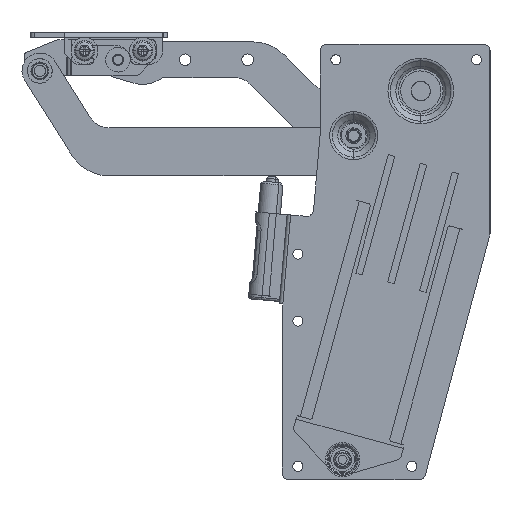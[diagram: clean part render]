
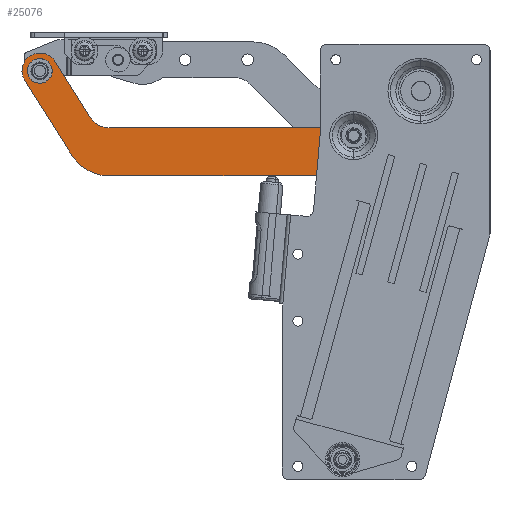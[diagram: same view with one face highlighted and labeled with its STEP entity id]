
A CAD part, left-side view. The second image highlights one B-rep face of the part: STEP entity #25076.
In plain terms, the highlighted face is planar.
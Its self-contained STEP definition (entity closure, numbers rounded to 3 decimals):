
#115 = AXIS2_PLACEMENT_3D ( 'NONE', #33048, #21806, #16320 ) ;
#419 = FACE_OUTER_BOUND ( 'NONE', #35717, .T. ) ;
#471 = VERTEX_POINT ( 'NONE', #21735 ) ;
#804 = PLANE ( 'NONE',  #21809 ) ;
#1101 = CARTESIAN_POINT ( 'NONE',  ( -13.5, 13.37, -2.3 ) ) ;
#1109 = VECTOR ( 'NONE', #33754, 1000. ) ;
#1115 = EDGE_CURVE ( 'NONE', #32095, #4464, #33915, .T. ) ;
#1480 = CARTESIAN_POINT ( 'NONE',  ( -3.5, 13.37, -2.3 ) ) ;
#1638 = CARTESIAN_POINT ( 'NONE',  ( 59.37, 94.34, -2.3 ) ) ;
#2052 = CARTESIAN_POINT ( 'NONE',  ( -32.5, 140.5, -2.3 ) ) ;
#2131 = DIRECTION ( 'NONE',  ( 0., 1., 0. ) ) ;
#2435 = CARTESIAN_POINT ( 'NONE',  ( -33.261, 133.729, -2.3 ) ) ;
#2615 = CIRCLE ( 'NONE', #10592, 9. ) ;
#2639 = CARTESIAN_POINT ( 'NONE',  ( 18., 13.556, -2.3 ) ) ;
#2720 = EDGE_CURVE ( 'NONE', #3850, #11041, #15463, .T. ) ;
#3196 = CARTESIAN_POINT ( 'NONE',  ( -24.739, 147.271, -2.3 ) ) ;
#3198 = CARTESIAN_POINT ( 'NONE',  ( 0., 0., -2.3 ) ) ;
#3385 = EDGE_CURVE ( 'NONE', #20460, #12597, #31136, .T. ) ;
#3444 = DIRECTION ( 'NONE',  ( 0., 0., 1. ) ) ;
#3850 = VERTEX_POINT ( 'NONE', #2639 ) ;
#4144 = DIRECTION ( 'NONE',  ( 0., 0., 1. ) ) ;
#4464 = VERTEX_POINT ( 'NONE', #27827 ) ;
#5153 = EDGE_CURVE ( 'NONE', #11041, #24228, #6073, .T. ) ;
#5489 = EDGE_CURVE ( 'NONE', #19644, #3850, #34915, .T. ) ;
#5833 = DIRECTION ( 'NONE',  ( -0.846, 0.533, 0. ) ) ;
#6073 = CIRCLE ( 'NONE', #21102, 20. ) ;
#6512 = DIRECTION ( 'NONE',  ( 1., 0., 0. ) ) ;
#6604 = EDGE_CURVE ( 'NONE', #8305, #35242, #2615, .T. ) ;
#6633 = VECTOR ( 'NONE', #32769, 1000. ) ;
#6719 = VERTEX_POINT ( 'NONE', #1480 ) ;
#6922 = VERTEX_POINT ( 'NONE', #2435 ) ;
#7151 = EDGE_CURVE ( 'NONE', #6719, #25204, #27666, .T. ) ;
#7381 = CIRCLE ( 'NONE', #14117, 3.5 ) ;
#7738 = CARTESIAN_POINT ( 'NONE',  ( -3.5, 0., -2.3 ) ) ;
#7745 = CIRCLE ( 'NONE', #12374, 3.5 ) ;
#8087 = CARTESIAN_POINT ( 'NONE',  ( -3.5, 109.478, -2.3 ) ) ;
#8305 = VERTEX_POINT ( 'NONE', #25529 ) ;
#8901 = ORIENTED_EDGE ( 'NONE', *, *, #7151, .F. ) ;
#8921 = DIRECTION ( 'NONE',  ( 0., 0., -1. ) ) ;
#9336 = LINE ( 'NONE', #22938, #16348 ) ;
#9587 = ORIENTED_EDGE ( 'NONE', *, *, #3385, .T. ) ;
#9629 = EDGE_CURVE ( 'NONE', #12597, #6922, #9336, .T. ) ;
#10535 = LINE ( 'NONE', #1638, #6633 ) ;
#10592 = AXIS2_PLACEMENT_3D ( 'NONE', #28754, #14799, #28869 ) ;
#11041 = VERTEX_POINT ( 'NONE', #14399 ) ;
#11897 = CARTESIAN_POINT ( 'NONE',  ( -29., 140.5, -2.3 ) ) ;
#12153 = DIRECTION ( 'NONE',  ( 1., 0., 0. ) ) ;
#12214 = CARTESIAN_POINT ( 'NONE',  ( -2., 13.556, -2.3 ) ) ;
#12374 = AXIS2_PLACEMENT_3D ( 'NONE', #20426, #31515, #23457 ) ;
#12597 = VERTEX_POINT ( 'NONE', #32080 ) ;
#13006 = EDGE_CURVE ( 'NONE', #35242, #19644, #35191, .T. ) ;
#13059 = EDGE_CURVE ( 'NONE', #8305, #25204, #32146, .T. ) ;
#13585 = ORIENTED_EDGE ( 'NONE', *, *, #30042, .T. ) ;
#13887 = EDGE_CURVE ( 'NONE', #471, #33125, #7745, .T. ) ;
#14117 = AXIS2_PLACEMENT_3D ( 'NONE', #3198, #17664, #6512 ) ;
#14399 = CARTESIAN_POINT ( 'NONE',  ( 18., 109.33, -2.3 ) ) ;
#14466 = DIRECTION ( 'NONE',  ( 1., 0., 0. ) ) ;
#14538 = DIRECTION ( 'NONE',  ( 1., 0., 0. ) ) ;
#14586 = LINE ( 'NONE', #7738, #15459 ) ;
#14658 = CARTESIAN_POINT ( 'NONE',  ( 12.142, -0.586, -2.3 ) ) ;
#14799 = DIRECTION ( 'NONE',  ( 0., 0., 1. ) ) ;
#14912 = CARTESIAN_POINT ( 'NONE',  ( -2., 109.33, -2.3 ) ) ;
#15048 = CIRCLE ( 'NONE', #30372, 8. ) ;
#15459 = VECTOR ( 'NONE', #2131, 1000. ) ;
#15463 = LINE ( 'NONE', #29039, #25523 ) ;
#15754 = EDGE_LOOP ( 'NONE', ( #25434, #33379 ) ) ;
#16152 = FACE_BOUND ( 'NONE', #15754, .T. ) ;
#16320 = DIRECTION ( 'NONE',  ( 1., 0., 0. ) ) ;
#16335 = CARTESIAN_POINT ( 'NONE',  ( 6.364, -6.364, -2.3 ) ) ;
#16348 = VECTOR ( 'NONE', #5833, 1000. ) ;
#16352 = DIRECTION ( 'NONE',  ( 1., 0., 0. ) ) ;
#17183 = DIRECTION ( 'NONE',  ( 1., 0., 0. ) ) ;
#17243 = CARTESIAN_POINT ( 'NONE',  ( 8.653, 126.257, -2.3 ) ) ;
#17428 = CARTESIAN_POINT ( 'NONE',  ( -13.5, 109.478, -2.3 ) ) ;
#17664 = DIRECTION ( 'NONE',  ( 0., 0., 1. ) ) ;
#18174 = CARTESIAN_POINT ( 'NONE',  ( 3.5, 0., -2.3 ) ) ;
#18176 = DIRECTION ( 'NONE',  ( 0., 0., 1. ) ) ;
#18836 = VERTEX_POINT ( 'NONE', #3196 ) ;
#19263 = ORIENTED_EDGE ( 'NONE', *, *, #6604, .F. ) ;
#19549 = CIRCLE ( 'NONE', #30137, 3.5 ) ;
#19644 = VERTEX_POINT ( 'NONE', #14658 ) ;
#20426 = CARTESIAN_POINT ( 'NONE',  ( -29., 140.5, -2.3 ) ) ;
#20460 = VERTEX_POINT ( 'NONE', #8087 ) ;
#21102 = AXIS2_PLACEMENT_3D ( 'NONE', #14912, #23348, #34930 ) ;
#21146 = DIRECTION ( 'NONE',  ( 1., 0., 0. ) ) ;
#21735 = CARTESIAN_POINT ( 'NONE',  ( -25.5, 140.5, -2.3 ) ) ;
#21806 = DIRECTION ( 'NONE',  ( 0., 0., 1. ) ) ;
#21809 = AXIS2_PLACEMENT_3D ( 'NONE', #34861, #18176, #12153 ) ;
#22542 = ORIENTED_EDGE ( 'NONE', *, *, #28632, .F. ) ;
#22938 = CARTESIAN_POINT ( 'NONE',  ( 50.848, 80.798, -2.3 ) ) ;
#23348 = DIRECTION ( 'NONE',  ( 0., 0., 1. ) ) ;
#23457 = DIRECTION ( 'NONE',  ( 1., 0., 0. ) ) ;
#23626 = EDGE_CURVE ( 'NONE', #24228, #18836, #10535, .T. ) ;
#23830 = CARTESIAN_POINT ( 'NONE',  ( -29., 140.5, -2.3 ) ) ;
#24069 = ORIENTED_EDGE ( 'NONE', *, *, #9629, .T. ) ;
#24147 = ORIENTED_EDGE ( 'NONE', *, *, #5489, .F. ) ;
#24228 = VERTEX_POINT ( 'NONE', #17243 ) ;
#24844 = ORIENTED_EDGE ( 'NONE', *, *, #31798, .T. ) ;
#24909 = DIRECTION ( 'NONE',  ( 0., 0., 1. ) ) ;
#25076 = ADVANCED_FACE ( 'NONE', ( #16152, #30577, #419 ), #804, .F. ) ;
#25204 = VERTEX_POINT ( 'NONE', #29518 ) ;
#25434 = ORIENTED_EDGE ( 'NONE', *, *, #1115, .T. ) ;
#25523 = VECTOR ( 'NONE', #26475, 1000. ) ;
#25529 = CARTESIAN_POINT ( 'NONE',  ( -6.364, 6.364, -2.3 ) ) ;
#25554 = EDGE_CURVE ( 'NONE', #4464, #32095, #7381, .T. ) ;
#26475 = DIRECTION ( 'NONE',  ( 0., 1., 0. ) ) ;
#26563 = AXIS2_PLACEMENT_3D ( 'NONE', #1101, #8921, #14538 ) ;
#26782 = ORIENTED_EDGE ( 'NONE', *, *, #5153, .F. ) ;
#27317 = DIRECTION ( 'NONE',  ( 0.707, 0.707, 0. ) ) ;
#27666 = CIRCLE ( 'NONE', #26563, 10. ) ;
#27827 = CARTESIAN_POINT ( 'NONE',  ( -3.5, 0., -2.3 ) ) ;
#28409 = CARTESIAN_POINT ( 'NONE',  ( -6.364, 6.364, -2.3 ) ) ;
#28632 = EDGE_CURVE ( 'NONE', #18836, #6922, #15048, .T. ) ;
#28754 = CARTESIAN_POINT ( 'NONE',  ( 0., 0., -2.3 ) ) ;
#28869 = DIRECTION ( 'NONE',  ( 1., 0., 0. ) ) ;
#29039 = CARTESIAN_POINT ( 'NONE',  ( 18., 0., -2.3 ) ) ;
#29135 = ORIENTED_EDGE ( 'NONE', *, *, #13006, .F. ) ;
#29518 = CARTESIAN_POINT ( 'NONE',  ( -6.429, 6.299, -2.3 ) ) ;
#30042 = EDGE_CURVE ( 'NONE', #33125, #471, #19549, .T. ) ;
#30137 = AXIS2_PLACEMENT_3D ( 'NONE', #11897, #34360, #14466 ) ;
#30187 = AXIS2_PLACEMENT_3D ( 'NONE', #17428, #3444, #17183 ) ;
#30372 = AXIS2_PLACEMENT_3D ( 'NONE', #23830, #4144, #21146 ) ;
#30577 = FACE_BOUND ( 'NONE', #32464, .T. ) ;
#30810 = ORIENTED_EDGE ( 'NONE', *, *, #13059, .T. ) ;
#31136 = CIRCLE ( 'NONE', #30187, 10. ) ;
#31515 = DIRECTION ( 'NONE',  ( 0., 0., 1. ) ) ;
#31798 = EDGE_CURVE ( 'NONE', #6719, #20460, #14586, .T. ) ;
#32080 = CARTESIAN_POINT ( 'NONE',  ( -8.174, 117.941, -2.3 ) ) ;
#32095 = VERTEX_POINT ( 'NONE', #18174 ) ;
#32146 = LINE ( 'NONE', #28409, #1109 ) ;
#32464 = EDGE_LOOP ( 'NONE', ( #35143, #13585 ) ) ;
#32769 = DIRECTION ( 'NONE',  ( -0.846, 0.533, 0. ) ) ;
#33011 = VECTOR ( 'NONE', #27317, 1000. ) ;
#33048 = CARTESIAN_POINT ( 'NONE',  ( 0., 0., -2.3 ) ) ;
#33125 = VERTEX_POINT ( 'NONE', #2052 ) ;
#33379 = ORIENTED_EDGE ( 'NONE', *, *, #25554, .T. ) ;
#33580 = ORIENTED_EDGE ( 'NONE', *, *, #23626, .F. ) ;
#33754 = DIRECTION ( 'NONE',  ( -0.707, -0.707, 0. ) ) ;
#33915 = CIRCLE ( 'NONE', #115, 3.5 ) ;
#34360 = DIRECTION ( 'NONE',  ( 0., 0., 1. ) ) ;
#34861 = CARTESIAN_POINT ( 'NONE',  ( 0., 0., -2.3 ) ) ;
#34915 = CIRCLE ( 'NONE', #35838, 20. ) ;
#34930 = DIRECTION ( 'NONE',  ( 1., 0., 0. ) ) ;
#35143 = ORIENTED_EDGE ( 'NONE', *, *, #13887, .T. ) ;
#35191 = LINE ( 'NONE', #35826, #33011 ) ;
#35242 = VERTEX_POINT ( 'NONE', #16335 ) ;
#35717 = EDGE_LOOP ( 'NONE', ( #35774, #24147, #29135, #19263, #30810, #8901, #24844, #9587, #24069, #22542, #33580, #26782 ) ) ;
#35774 = ORIENTED_EDGE ( 'NONE', *, *, #2720, .F. ) ;
#35826 = CARTESIAN_POINT ( 'NONE',  ( 6.364, -6.364, -2.3 ) ) ;
#35838 = AXIS2_PLACEMENT_3D ( 'NONE', #12214, #24909, #16352 ) ;
